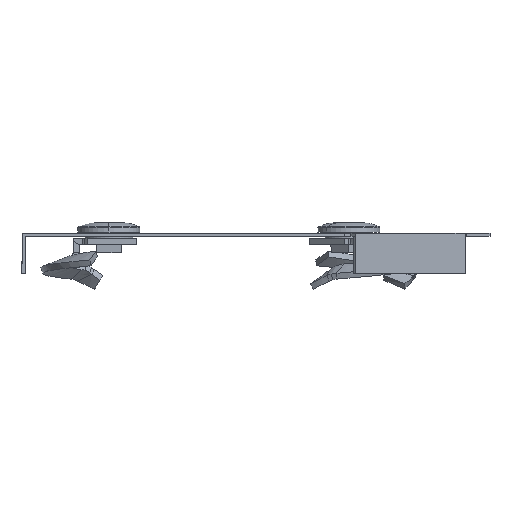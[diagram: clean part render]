
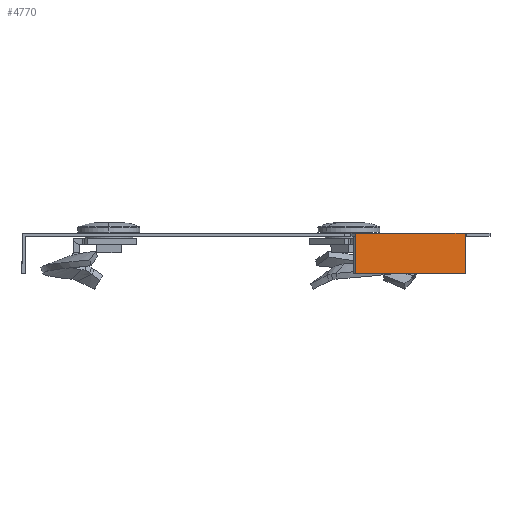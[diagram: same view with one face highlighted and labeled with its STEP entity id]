
A CAD part, left-side view. The second image highlights one B-rep face of the part: STEP entity #4770.
In plain terms, the highlighted planar face has unit normal (-0.707, -0.707, 0).
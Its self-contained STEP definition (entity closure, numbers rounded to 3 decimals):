
#44 = ORIENTED_EDGE ( 'NONE', *, *, #3276, .T. ) ;
#254 = DIRECTION ( 'NONE',  ( -0.707, 0.707, 0. ) ) ;
#651 = VECTOR ( 'NONE', #2893, 1000. ) ;
#789 = CARTESIAN_POINT ( 'NONE',  ( -90.55, -105.359, -13. ) ) ;
#1079 = AXIS2_PLACEMENT_3D ( 'NONE', #1692, #1737, #254 ) ;
#1544 = EDGE_LOOP ( 'NONE', ( #4515, #44, #4246, #4711 ) ) ;
#1594 = LINE ( 'NONE', #3334, #4333 ) ;
#1692 = CARTESIAN_POINT ( 'NONE',  ( -90.55, -105.359, -1. ) ) ;
#1737 = DIRECTION ( 'NONE',  ( 0.707, 0.707, 0. ) ) ;
#1932 = CARTESIAN_POINT ( 'NONE',  ( -90.55, -105.359, -2. ) ) ;
#2084 = CARTESIAN_POINT ( 'NONE',  ( -55.194, -140.714, 0. ) ) ;
#2231 = VECTOR ( 'NONE', #4871, 1000. ) ;
#2302 = LINE ( 'NONE', #1932, #2231 ) ;
#2523 = EDGE_CURVE ( 'NONE', #4789, #5045, #1594, .T. ) ;
#2592 = CARTESIAN_POINT ( 'NONE',  ( -55.194, -140.714, -1. ) ) ;
#2678 = EDGE_CURVE ( 'NONE', #4440, #4789, #6201, .T. ) ;
#2681 = PLANE ( 'NONE',  #1079 ) ;
#2806 = CARTESIAN_POINT ( 'NONE',  ( -90.55, -105.359, 0. ) ) ;
#2893 = DIRECTION ( 'NONE',  ( -0.707, 0.707, 0. ) ) ;
#3276 = EDGE_CURVE ( 'NONE', #4861, #5045, #2302, .T. ) ;
#3334 = CARTESIAN_POINT ( 'NONE',  ( -90.55, -105.359, -13. ) ) ;
#3519 = DIRECTION ( 'NONE',  ( 0., 0., -1. ) ) ;
#3840 = CARTESIAN_POINT ( 'NONE',  ( -55.194, -140.714, 0. ) ) ;
#4156 = EDGE_CURVE ( 'NONE', #4440, #4861, #5756, .T. ) ;
#4246 = ORIENTED_EDGE ( 'NONE', *, *, #2523, .F. ) ;
#4333 = VECTOR ( 'NONE', #4757, 1000. ) ;
#4440 = VERTEX_POINT ( 'NONE', #2084 ) ;
#4515 = ORIENTED_EDGE ( 'NONE', *, *, #4156, .T. ) ;
#4711 = ORIENTED_EDGE ( 'NONE', *, *, #2678, .F. ) ;
#4757 = DIRECTION ( 'NONE',  ( -0.707, 0.707, 0. ) ) ;
#4770 = ADVANCED_FACE ( 'NONE', ( #4832 ), #2681, .F. ) ;
#4789 = VERTEX_POINT ( 'NONE', #5541 ) ;
#4832 = FACE_OUTER_BOUND ( 'NONE', #1544, .T. ) ;
#4861 = VERTEX_POINT ( 'NONE', #2806 ) ;
#4871 = DIRECTION ( 'NONE',  ( 0., 0., -1. ) ) ;
#5045 = VERTEX_POINT ( 'NONE', #789 ) ;
#5541 = CARTESIAN_POINT ( 'NONE',  ( -55.194, -140.714, -13. ) ) ;
#5565 = VECTOR ( 'NONE', #3519, 1000. ) ;
#5756 = LINE ( 'NONE', #3840, #651 ) ;
#6201 = LINE ( 'NONE', #2592, #5565 ) ;
